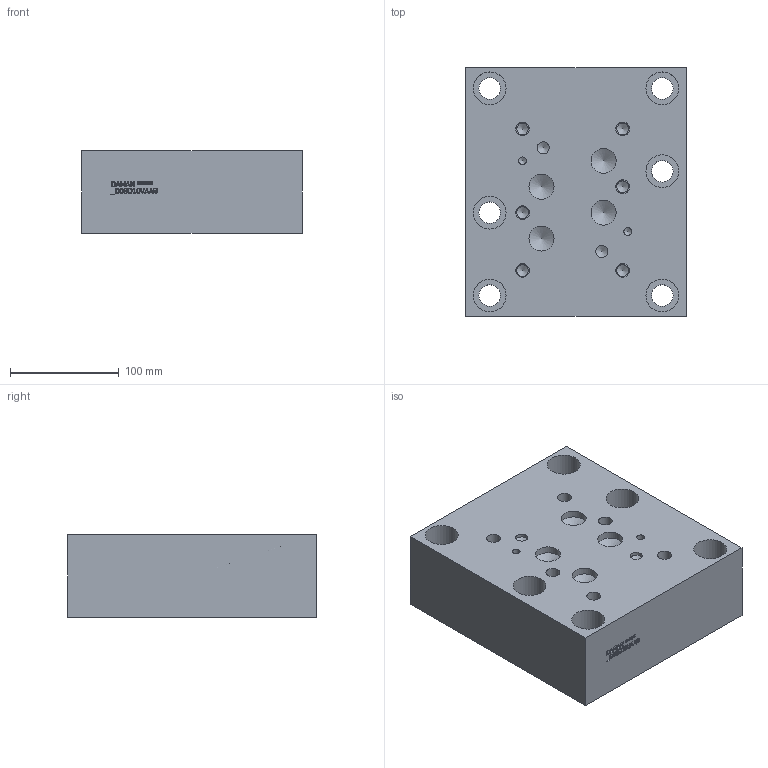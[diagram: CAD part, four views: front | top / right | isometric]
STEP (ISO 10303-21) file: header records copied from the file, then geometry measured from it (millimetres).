
FILE_DESCRIPTION(/* description */ (''),/* implementation_level */ '2;1');
FILE_NAME(/* name */ '_D08D10VAAB.stp',/* time_stamp */ '2020-09-30T09:06:26-04:00',/* author */ ('trevorh'),/* organization */ (''),/* preprocessor_version */ 'ST-DEVELOPER v17',/* originating_system */ 'Autodesk Inventor 2019',/* authorisation */ '');
FILE_SCHEMA (('AUTOMOTIVE_DESIGN { 1 0 10303 214 3 1 1 }'));
Length unit declared in the file: millimetre
Products named in the file (1): Part__D08D10VAAB_3D
Bounding box: 203.2 x 228.6 x 76.2 mm (x, y, z)
Volume: 3241705.7 mm3; surface area: 205861.1 mm2
Topology: 1 solids, 1 shells, 397 faces, 1088 edges, 743 vertices
Faces by surface type: plane 245, bspline 82, cylinder 47, cone 23
Full cylindrical faces by diameter (mm): 6.35 x3, 7.137 x2, 10.719 x6, 11.113 x2, 11.125 x2, 12.7 x6, 19.837 x6, 23.012 x3, 23.017 x1, 25.4 x2, 30.175 x6, 31.75 x4, 44.45 x4
Entity records: 13287 total; most frequent: CARTESIAN_POINT 3272, ORIENTED_EDGE 2130, DIRECTION 1703, EDGE_CURVE 1065, VERTEX_POINT 743, LINE 731, VECTOR 731, AXIS2_PLACEMENT_3D 486
